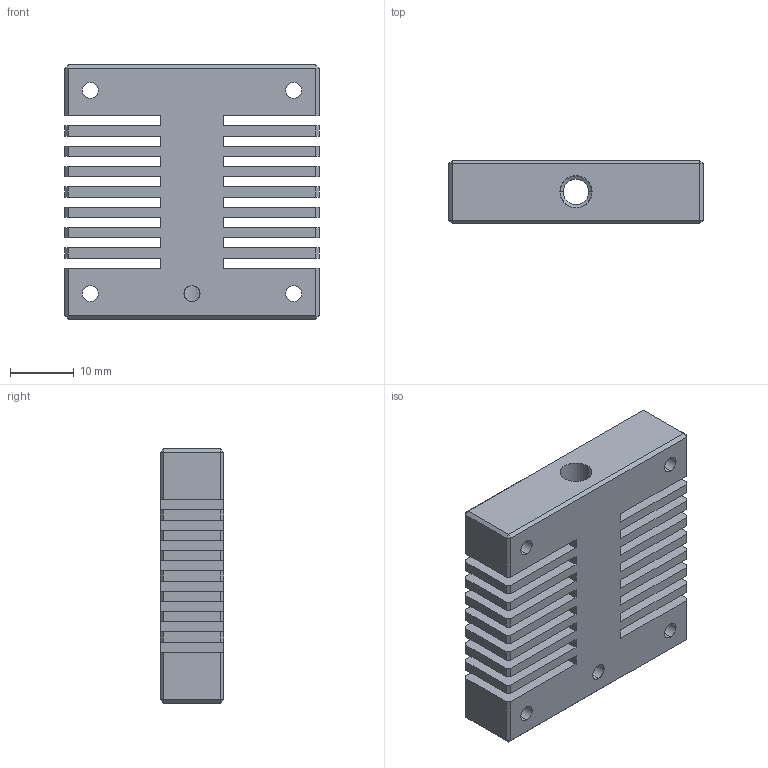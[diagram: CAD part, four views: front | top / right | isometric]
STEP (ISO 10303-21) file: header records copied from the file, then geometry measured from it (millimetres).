
FILE_DESCRIPTION (( 'STEP AP214' ), '1' );
FILE_NAME ('OE-V4_radiateur.STEP', '2015-08-25T17:51:42', ( '' ), ( '' ), 'SwSTEP 2.0', 'SolidWorks 2015', '' );
FILE_SCHEMA (( 'AUTOMOTIVE_DESIGN' ));
Length unit declared in the file: millimetre
Products named in the file (2): OE-V4_radiateur
Bounding box: 40 x 10 x 40 mm (x, y, z)
Volume: 11036.8 mm3; surface area: 9634.1 mm2
Topology: 1 solids, 1 shells, 162 faces, 428 edges, 268 vertices
Faces by surface type: plane 122, cone 24, cylinder 16
Entity records: 4997 total; most frequent: CARTESIAN_POINT 902, ORIENTED_EDGE 856, DIRECTION 804, EDGE_CURVE 428, LINE 376, VECTOR 376, VERTEX_POINT 268, AXIS2_PLACEMENT_3D 214
